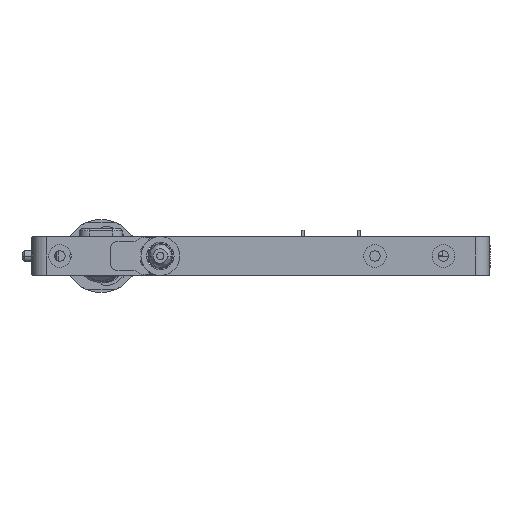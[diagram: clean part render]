
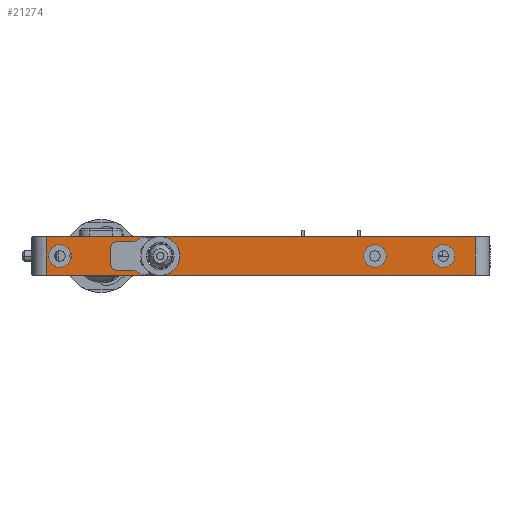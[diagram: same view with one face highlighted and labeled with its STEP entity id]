
A CAD part, front view. The second image highlights one B-rep face of the part: STEP entity #21274.
In plain terms, the highlighted planar face has unit normal (0, -1, 0).
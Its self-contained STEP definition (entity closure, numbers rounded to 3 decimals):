
#241 = CARTESIAN_POINT ( 'NONE',  ( -25.6, -16., 0. ) ) ;
#398 = VERTEX_POINT ( 'NONE', #241 ) ;
#662 = CIRCLE ( 'NONE', #4233, 2.5 ) ;
#764 = PLANE ( 'NONE',  #19209 ) ;
#1057 = CIRCLE ( 'NONE', #26647, 2.25 ) ;
#1299 = VECTOR ( 'NONE', #9096, 1000. ) ;
#1893 = CARTESIAN_POINT ( 'NONE',  ( -46.5, -16., 0. ) ) ;
#1953 = VERTEX_POINT ( 'NONE', #1893 ) ;
#2035 = VERTEX_POINT ( 'NONE', #4254 ) ;
#2078 = CIRCLE ( 'NONE', #11498, 3.6 ) ;
#2174 = CARTESIAN_POINT ( 'NONE',  ( 22.5, -16., 0. ) ) ;
#2175 = EDGE_CURVE ( 'NONE', #1953, #22696, #20882, .T. ) ;
#2232 = DIRECTION ( 'NONE',  ( 1., 0., 0. ) ) ;
#2593 = FACE_BOUND ( 'NONE', #5683, .T. ) ;
#2980 = CARTESIAN_POINT ( 'NONE',  ( 47., -16., -4.25 ) ) ;
#3374 = AXIS2_PLACEMENT_3D ( 'NONE', #14594, #9978, #27527 ) ;
#3600 = CARTESIAN_POINT ( 'NONE',  ( 47., -16., -4.25 ) ) ;
#3601 = AXIS2_PLACEMENT_3D ( 'NONE', #19048, #27625, #8364 ) ;
#4233 = AXIS2_PLACEMENT_3D ( 'NONE', #23473, #20824, #8442 ) ;
#4254 = CARTESIAN_POINT ( 'NONE',  ( 47., -16., 4.25 ) ) ;
#4268 = AXIS2_PLACEMENT_3D ( 'NONE', #10811, #13469, #9108 ) ;
#4290 = ORIENTED_EDGE ( 'NONE', *, *, #26659, .F. ) ;
#4399 = EDGE_LOOP ( 'NONE', ( #10632, #9813, #26810, #12979 ) ) ;
#4691 = FACE_BOUND ( 'NONE', #11473, .T. ) ;
#4889 = ORIENTED_EDGE ( 'NONE', *, *, #18718, .F. ) ;
#4995 = CIRCLE ( 'NONE', #10842, 2.25 ) ;
#5056 = CARTESIAN_POINT ( 'NONE',  ( -26.25, -16., 0. ) ) ;
#5415 = DIRECTION ( 'NONE',  ( -1., 0., 0. ) ) ;
#5553 = AXIS2_PLACEMENT_3D ( 'NONE', #23269, #12721, #10771 ) ;
#5683 = EDGE_LOOP ( 'NONE', ( #25507, #18648 ) ) ;
#5720 = VERTEX_POINT ( 'NONE', #16574 ) ;
#6718 = CARTESIAN_POINT ( 'NONE',  ( -28.5, -16., 0. ) ) ;
#6739 = EDGE_CURVE ( 'NONE', #398, #27076, #2078, .T. ) ;
#6819 = DIRECTION ( 'NONE',  ( -1., 0., 0. ) ) ;
#6950 = LINE ( 'NONE', #17776, #8854 ) ;
#6983 = DIRECTION ( 'NONE',  ( 0., -1., 0. ) ) ;
#7078 = FACE_BOUND ( 'NONE', #10265, .T. ) ;
#7499 = EDGE_CURVE ( 'NONE', #23872, #15563, #6950, .T. ) ;
#7983 = CARTESIAN_POINT ( 'NONE',  ( 27.5, -16., 0. ) ) ;
#8002 = DIRECTION ( 'NONE',  ( 0., -1., 0. ) ) ;
#8095 = CIRCLE ( 'NONE', #3601, 2.5 ) ;
#8148 = EDGE_CURVE ( 'NONE', #25505, #12841, #662, .T. ) ;
#8364 = DIRECTION ( 'NONE',  ( -1., 0., 0. ) ) ;
#8417 = DIRECTION ( 'NONE',  ( -1., 0., 0. ) ) ;
#8442 = DIRECTION ( 'NONE',  ( 1., 0., 0. ) ) ;
#8549 = CARTESIAN_POINT ( 'NONE',  ( -44., -16., 0. ) ) ;
#8617 = EDGE_CURVE ( 'NONE', #14371, #11808, #24023, .T. ) ;
#8619 = DIRECTION ( 'NONE',  ( 0., -1., 0. ) ) ;
#8683 = DIRECTION ( 'NONE',  ( 0., -1., 0. ) ) ;
#8751 = CARTESIAN_POINT ( 'NONE',  ( -22., -16., 0. ) ) ;
#8854 = VECTOR ( 'NONE', #6819, 1000. ) ;
#9096 = DIRECTION ( 'NONE',  ( 0., 0., -1. ) ) ;
#9108 = DIRECTION ( 'NONE',  ( 1., 0., 0. ) ) ;
#9138 = EDGE_LOOP ( 'NONE', ( #21678, #26476 ) ) ;
#9813 = ORIENTED_EDGE ( 'NONE', *, *, #14653, .T. ) ;
#9978 = DIRECTION ( 'NONE',  ( 0., -1., 0. ) ) ;
#10211 = CARTESIAN_POINT ( 'NONE',  ( -18.4, -16., 0. ) ) ;
#10265 = EDGE_LOOP ( 'NONE', ( #22584, #13220 ) ) ;
#10399 = CARTESIAN_POINT ( 'NONE',  ( -44., -16., 0. ) ) ;
#10632 = ORIENTED_EDGE ( 'NONE', *, *, #26305, .F. ) ;
#10771 = DIRECTION ( 'NONE',  ( -1., 0., 0. ) ) ;
#10811 = CARTESIAN_POINT ( 'NONE',  ( -22., -16., 0. ) ) ;
#10824 = CARTESIAN_POINT ( 'NONE',  ( 42.5, -16., 0. ) ) ;
#10842 = AXIS2_PLACEMENT_3D ( 'NONE', #6718, #6983, #2232 ) ;
#10968 = CIRCLE ( 'NONE', #5553, 2.5 ) ;
#11473 = EDGE_LOOP ( 'NONE', ( #4889, #22724 ) ) ;
#11498 = AXIS2_PLACEMENT_3D ( 'NONE', #8751, #8619, #15070 ) ;
#11808 = VERTEX_POINT ( 'NONE', #2174 ) ;
#11849 = LINE ( 'NONE', #26371, #1299 ) ;
#12721 = DIRECTION ( 'NONE',  ( 0., -1., 0. ) ) ;
#12841 = VERTEX_POINT ( 'NONE', #14990 ) ;
#12979 = ORIENTED_EDGE ( 'NONE', *, *, #23576, .T. ) ;
#13220 = ORIENTED_EDGE ( 'NONE', *, *, #16065, .F. ) ;
#13235 = DIRECTION ( 'NONE',  ( 1., 0., 0. ) ) ;
#13378 = CARTESIAN_POINT ( 'NONE',  ( -47., -16., 4.25 ) ) ;
#13420 = FACE_BOUND ( 'NONE', #27268, .T. ) ;
#13469 = DIRECTION ( 'NONE',  ( 0., -1., 0. ) ) ;
#13992 = LINE ( 'NONE', #3600, #25541 ) ;
#14371 = VERTEX_POINT ( 'NONE', #7983 ) ;
#14373 = VERTEX_POINT ( 'NONE', #25133 ) ;
#14594 = CARTESIAN_POINT ( 'NONE',  ( 25., -16., 0. ) ) ;
#14653 = EDGE_CURVE ( 'NONE', #14373, #15563, #11849, .T. ) ;
#14990 = CARTESIAN_POINT ( 'NONE',  ( 37.5, -16., 0. ) ) ;
#15070 = DIRECTION ( 'NONE',  ( 1., 0., 0. ) ) ;
#15253 = FACE_BOUND ( 'NONE', #9138, .T. ) ;
#15563 = VERTEX_POINT ( 'NONE', #23715 ) ;
#16065 = EDGE_CURVE ( 'NONE', #12841, #25505, #8095, .T. ) ;
#16107 = DIRECTION ( 'NONE',  ( 0., -1., 0. ) ) ;
#16495 = CIRCLE ( 'NONE', #20546, 2.5 ) ;
#16574 = CARTESIAN_POINT ( 'NONE',  ( -30.75, -16., 0. ) ) ;
#17513 = EDGE_CURVE ( 'NONE', #24185, #5720, #4995, .T. ) ;
#17726 = AXIS2_PLACEMENT_3D ( 'NONE', #10399, #8002, #8417 ) ;
#17776 = CARTESIAN_POINT ( 'NONE',  ( 47., -16., -4.25 ) ) ;
#17909 = DIRECTION ( 'NONE',  ( 0., 1., 0. ) ) ;
#18648 = ORIENTED_EDGE ( 'NONE', *, *, #2175, .F. ) ;
#18718 = EDGE_CURVE ( 'NONE', #27076, #398, #24469, .T. ) ;
#19048 = CARTESIAN_POINT ( 'NONE',  ( 40., -16., 0. ) ) ;
#19209 = AXIS2_PLACEMENT_3D ( 'NONE', #26332, #17909, #26480 ) ;
#20546 = AXIS2_PLACEMENT_3D ( 'NONE', #8549, #8683, #23305 ) ;
#20623 = ORIENTED_EDGE ( 'NONE', *, *, #17513, .F. ) ;
#20824 = DIRECTION ( 'NONE',  ( 0., -1., 0. ) ) ;
#20835 = EDGE_CURVE ( 'NONE', #22696, #1953, #16495, .T. ) ;
#20882 = CIRCLE ( 'NONE', #17726, 2.5 ) ;
#21137 = CARTESIAN_POINT ( 'NONE',  ( -41.5, -16., 0. ) ) ;
#21274 = ADVANCED_FACE ( 'NONE', ( #15253, #7078, #2593, #13420, #4691, #23823 ), #764, .F. ) ;
#21678 = ORIENTED_EDGE ( 'NONE', *, *, #8617, .F. ) ;
#22562 = DIRECTION ( 'NONE',  ( 0., 0., 1. ) ) ;
#22584 = ORIENTED_EDGE ( 'NONE', *, *, #8148, .F. ) ;
#22696 = VERTEX_POINT ( 'NONE', #21137 ) ;
#22724 = ORIENTED_EDGE ( 'NONE', *, *, #6739, .F. ) ;
#23269 = CARTESIAN_POINT ( 'NONE',  ( 25., -16., 0. ) ) ;
#23305 = DIRECTION ( 'NONE',  ( 1., 0., 0. ) ) ;
#23473 = CARTESIAN_POINT ( 'NONE',  ( 40., -16., 0. ) ) ;
#23576 = EDGE_CURVE ( 'NONE', #23872, #2035, #13992, .T. ) ;
#23715 = CARTESIAN_POINT ( 'NONE',  ( -47., -16., -4.25 ) ) ;
#23823 = FACE_OUTER_BOUND ( 'NONE', #4399, .T. ) ;
#23872 = VERTEX_POINT ( 'NONE', #2980 ) ;
#24023 = CIRCLE ( 'NONE', #3374, 2.5 ) ;
#24050 = LINE ( 'NONE', #13378, #27520 ) ;
#24185 = VERTEX_POINT ( 'NONE', #5056 ) ;
#24469 = CIRCLE ( 'NONE', #4268, 3.6 ) ;
#25133 = CARTESIAN_POINT ( 'NONE',  ( -47., -16., 4.25 ) ) ;
#25505 = VERTEX_POINT ( 'NONE', #10824 ) ;
#25507 = ORIENTED_EDGE ( 'NONE', *, *, #20835, .F. ) ;
#25541 = VECTOR ( 'NONE', #22562, 1000. ) ;
#26305 = EDGE_CURVE ( 'NONE', #14373, #2035, #24050, .T. ) ;
#26332 = CARTESIAN_POINT ( 'NONE',  ( 0., -16., 0. ) ) ;
#26371 = CARTESIAN_POINT ( 'NONE',  ( -47., -16., 4.25 ) ) ;
#26476 = ORIENTED_EDGE ( 'NONE', *, *, #27059, .F. ) ;
#26480 = DIRECTION ( 'NONE',  ( 1., 0., 0. ) ) ;
#26647 = AXIS2_PLACEMENT_3D ( 'NONE', #26776, #16107, #5415 ) ;
#26659 = EDGE_CURVE ( 'NONE', #5720, #24185, #1057, .T. ) ;
#26776 = CARTESIAN_POINT ( 'NONE',  ( -28.5, -16., 0. ) ) ;
#26810 = ORIENTED_EDGE ( 'NONE', *, *, #7499, .F. ) ;
#27059 = EDGE_CURVE ( 'NONE', #11808, #14371, #10968, .T. ) ;
#27076 = VERTEX_POINT ( 'NONE', #10211 ) ;
#27268 = EDGE_LOOP ( 'NONE', ( #20623, #4290 ) ) ;
#27520 = VECTOR ( 'NONE', #13235, 1000. ) ;
#27527 = DIRECTION ( 'NONE',  ( 1., 0., 0. ) ) ;
#27625 = DIRECTION ( 'NONE',  ( 0., -1., 0. ) ) ;
